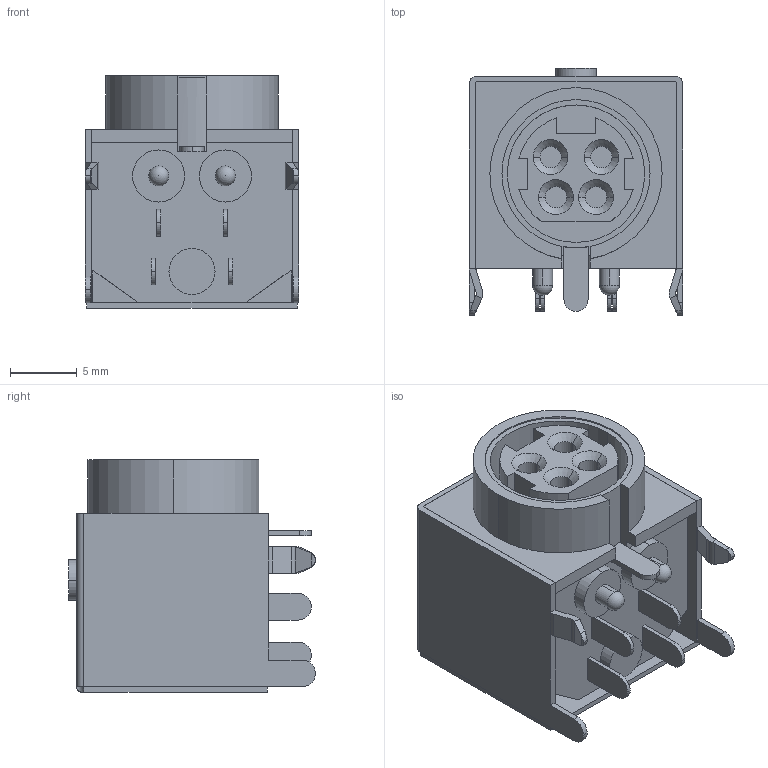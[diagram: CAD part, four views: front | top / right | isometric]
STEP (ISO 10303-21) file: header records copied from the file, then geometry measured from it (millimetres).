
FILE_DESCRIPTION (( 'STEP AP214' ), '1' );
FILE_NAME ('KPJXHT-4S-S_A.STEP', '2020-12-10T17:03:17', ( '' ), ( '' ), 'SwSTEP 2.0', 'SolidWorks 2020', '' );
FILE_SCHEMA (( 'AUTOMOTIVE_DESIGN' ));
Length unit declared in the file: millimetre
Products named in the file (1): KPJXHT-4S-S_A
Bounding box: 16 x 18.5 x 17.4 mm (x, y, z)
Volume: 3095.4 mm3; surface area: 2539.2 mm2
Topology: 1 solids, 1 shells, 181 faces, 465 edges, 300 vertices
Faces by surface type: plane 98, cylinder 73, cone 8, sphere 2
Entity records: 6381 total; most frequent: CARTESIAN_POINT 1043, DIRECTION 933, ORIENTED_EDGE 918, EDGE_CURVE 459, AXIS2_PLACEMENT_3D 318, VECTOR 297, LINE 297, VERTEX_POINT 296
